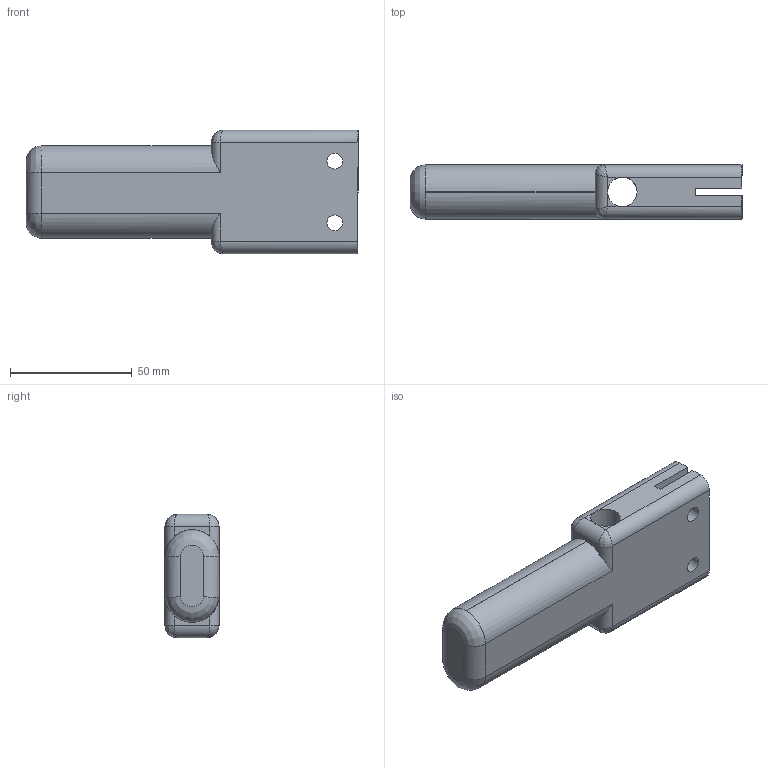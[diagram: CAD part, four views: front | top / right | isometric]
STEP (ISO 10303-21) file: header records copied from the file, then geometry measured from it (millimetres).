
FILE_DESCRIPTION(/* description */ (''),/* implementation_level */ '2;1');
FILE_NAME(/* name */ 'Break-In Jig v2.step',/* time_stamp */ '2025-06-15T16:23:49-04:00',/* author */ (''),/* organization */ (''),/* preprocessor_version */ 'ST-DEVELOPER v20.1',/* originating_system */ 'Autodesk Translation Framework v14.4.0.0',/* authorisation */ '');
FILE_SCHEMA (('AUTOMOTIVE_DESIGN { 1 0 10303 214 3 1 1 }'));
Length unit declared in the file: inch
Products named in the file (3): Break-In Jig; Break-In Jig_1; Holder
Assembly tree (2 placements, depth 3):
  Break-In Jig
    Break-In Jig_1
      Holder
Bounding box: 136.53 x 22.23 x 50.8 mm (x, y, z)
Volume: 111986.3 mm3; surface area: 21812.7 mm2
Topology: 1 solids, 1 shells, 45 faces, 123 edges, 74 vertices
Faces by surface type: cylinder 21, plane 18, bspline 6
Full cylindrical faces by diameter (mm): 6.502 x4, 12.1 x1
Entity records: 1825 total; most frequent: CARTESIAN_POINT 612, ORIENTED_EDGE 238, DIRECTION 233, EDGE_CURVE 119, AXIS2_PLACEMENT_3D 86, VERTEX_POINT 74, LINE 61, VECTOR 61
